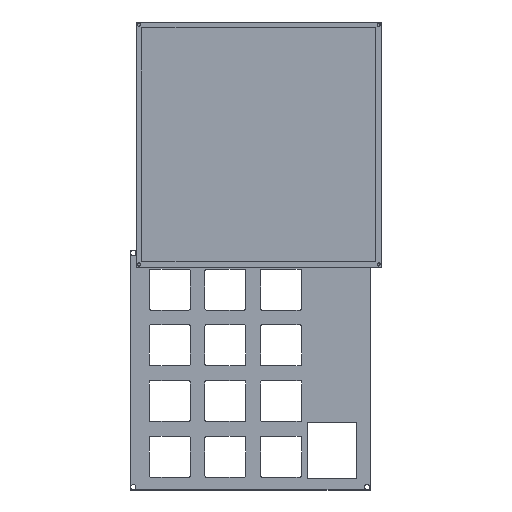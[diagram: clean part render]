
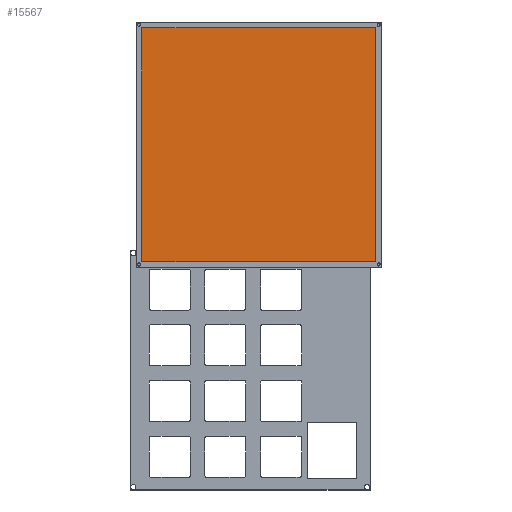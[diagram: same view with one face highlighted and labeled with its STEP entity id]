
A CAD part, top view. The second image highlights one B-rep face of the part: STEP entity #15567.
In plain terms, the highlighted planar face has unit normal (0, 0, 1).
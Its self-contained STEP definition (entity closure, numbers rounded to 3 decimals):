
#657=PLANE('',#16079);
#1437=FACE_OUTER_BOUND('',#2307,.T.);
#2307=EDGE_LOOP('',(#13899,#13900,#13901,#13902));
#4590=LINE('',#38287,#5769);
#4591=LINE('',#38289,#5770);
#4592=LINE('',#38291,#5771);
#4593=LINE('',#38292,#5772);
#5769=VECTOR('',#18000,10.);
#5770=VECTOR('',#18001,10.);
#5771=VECTOR('',#18002,10.);
#5772=VECTOR('',#18003,10.);
#7351=VERTEX_POINT('',#38285);
#7352=VERTEX_POINT('',#38286);
#7353=VERTEX_POINT('',#38288);
#7354=VERTEX_POINT('',#38290);
#9590=EDGE_CURVE('',#7351,#7352,#4590,.T.);
#9591=EDGE_CURVE('',#7353,#7351,#4591,.T.);
#9592=EDGE_CURVE('',#7354,#7353,#4592,.T.);
#9593=EDGE_CURVE('',#7352,#7354,#4593,.T.);
#13899=ORIENTED_EDGE('',*,*,#9590,.F.);
#13900=ORIENTED_EDGE('',*,*,#9591,.F.);
#13901=ORIENTED_EDGE('',*,*,#9592,.F.);
#13902=ORIENTED_EDGE('',*,*,#9593,.F.);
#15567=ADVANCED_FACE('',(#1437),#657,.T.);
#16079=AXIS2_PLACEMENT_3D('',#38284,#17998,#17999);
#17998=DIRECTION('center_axis',(0.,0.,1.));
#17999=DIRECTION('ref_axis',(1.,0.,0.));
#18000=DIRECTION('',(0.,1.,0.));
#18001=DIRECTION('',(-1.,0.,0.));
#18002=DIRECTION('',(0.,-1.,0.));
#18003=DIRECTION('',(1.,0.,0.));
#38284=CARTESIAN_POINT('Origin',(40.,40.,3.));
#38285=CARTESIAN_POINT('',(0.,0.,3.));
#38286=CARTESIAN_POINT('',(0.,80.,3.));
#38287=CARTESIAN_POINT('',(0.,20.,3.));
#38288=CARTESIAN_POINT('',(80.,0.,3.));
#38289=CARTESIAN_POINT('',(60.,0.,3.));
#38290=CARTESIAN_POINT('',(80.,80.,3.));
#38291=CARTESIAN_POINT('',(80.,60.,3.));
#38292=CARTESIAN_POINT('',(20.,80.,3.));
